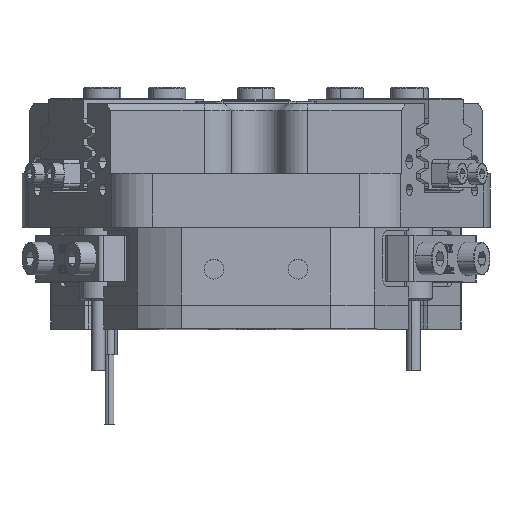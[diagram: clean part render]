
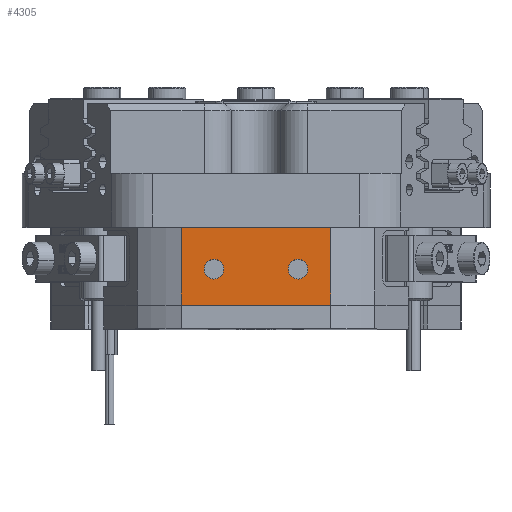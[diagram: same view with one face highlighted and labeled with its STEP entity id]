
A CAD part, top view. The second image highlights one B-rep face of the part: STEP entity #4305.
In plain terms, the highlighted planar face has unit normal (0, 0, 1).
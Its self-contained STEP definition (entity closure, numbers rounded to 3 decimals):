
#261 = VECTOR ( 'NONE', #35487, 1000. ) ;
#1884 = LINE ( 'NONE', #30061, #36568 ) ;
#1979 = CIRCLE ( 'NONE', #15537, 2.1 ) ;
#2039 = CARTESIAN_POINT ( 'NONE',  ( -15.969, 16.7, 41. ) ) ;
#2571 = VERTEX_POINT ( 'NONE', #58683 ) ;
#2944 = EDGE_LOOP ( 'NONE', ( #40960, #11853, #32878, #47219 ) ) ;
#4305 = ADVANCED_FACE ( 'NONE', ( #26697, #33804, #34468 ), #55291, .T. ) ;
#4563 = EDGE_CURVE ( 'NONE', #34191, #43690, #1884, .T. ) ;
#5142 = DIRECTION ( 'NONE',  ( -1., 0., 0. ) ) ;
#5496 = CARTESIAN_POINT ( 'NONE',  ( -71.014, 276.72, 41. ) ) ;
#5538 = VERTEX_POINT ( 'NONE', #58863 ) ;
#7985 = DIRECTION ( 'NONE',  ( 0., 0., 1. ) ) ;
#9856 = VERTEX_POINT ( 'NONE', #2039 ) ;
#10958 = EDGE_CURVE ( 'NONE', #34191, #2571, #43164, .T. ) ;
#11048 = ORIENTED_EDGE ( 'NONE', *, *, #39748, .F. ) ;
#11853 = ORIENTED_EDGE ( 'NONE', *, *, #10958, .F. ) ;
#11984 = CARTESIAN_POINT ( 'NONE',  ( -9., 7.7, 41. ) ) ;
#12593 = DIRECTION ( 'NONE',  ( 0., 0., 1. ) ) ;
#14123 = CARTESIAN_POINT ( 'NONE',  ( 9., 7.7, 41. ) ) ;
#15537 = AXIS2_PLACEMENT_3D ( 'NONE', #11984, #7985, #31526 ) ;
#15784 = CARTESIAN_POINT ( 'NONE',  ( 15.969, 16.7, 41. ) ) ;
#18669 = DIRECTION ( 'NONE',  ( 0., 0., 1. ) ) ;
#19630 = EDGE_CURVE ( 'NONE', #5538, #41236, #33444, .T. ) ;
#19643 = EDGE_CURVE ( 'NONE', #43690, #9856, #54733, .T. ) ;
#23894 = VERTEX_POINT ( 'NONE', #45376 ) ;
#24354 = CARTESIAN_POINT ( 'NONE',  ( -71.014, 0., 41. ) ) ;
#24811 = VERTEX_POINT ( 'NONE', #34338 ) ;
#26047 = CARTESIAN_POINT ( 'NONE',  ( 9., 7.7, 41. ) ) ;
#26697 = FACE_BOUND ( 'NONE', #29702, .T. ) ;
#28718 = CIRCLE ( 'NONE', #40250, 2.1 ) ;
#29702 = EDGE_LOOP ( 'NONE', ( #11048, #32717 ) ) ;
#30061 = CARTESIAN_POINT ( 'NONE',  ( 15.969, 16.7, 41. ) ) ;
#31182 = CARTESIAN_POINT ( 'NONE',  ( 15.969, 0., 41. ) ) ;
#31526 = DIRECTION ( 'NONE',  ( 1., 0., 0. ) ) ;
#31864 = DIRECTION ( 'NONE',  ( 1., 0., 0. ) ) ;
#32717 = ORIENTED_EDGE ( 'NONE', *, *, #50200, .F. ) ;
#32878 = ORIENTED_EDGE ( 'NONE', *, *, #4563, .T. ) ;
#33177 = VECTOR ( 'NONE', #41968, 1000. ) ;
#33444 = CIRCLE ( 'NONE', #36606, 2.1 ) ;
#33804 = FACE_BOUND ( 'NONE', #35458, .T. ) ;
#34191 = VERTEX_POINT ( 'NONE', #31182 ) ;
#34338 = CARTESIAN_POINT ( 'NONE',  ( -6.9, 7.7, 41. ) ) ;
#34468 = FACE_OUTER_BOUND ( 'NONE', #2944, .T. ) ;
#35458 = EDGE_LOOP ( 'NONE', ( #36271, #57722 ) ) ;
#35487 = DIRECTION ( 'NONE',  ( 0., -1., 0. ) ) ;
#35521 = VECTOR ( 'NONE', #5142, 1000. ) ;
#36271 = ORIENTED_EDGE ( 'NONE', *, *, #19630, .F. ) ;
#36568 = VECTOR ( 'NONE', #38769, 1000. ) ;
#36606 = AXIS2_PLACEMENT_3D ( 'NONE', #14123, #18669, #49982 ) ;
#38769 = DIRECTION ( 'NONE',  ( 0., 1., 0. ) ) ;
#39519 = DIRECTION ( 'NONE',  ( 0., 0., 1. ) ) ;
#39527 = CARTESIAN_POINT ( 'NONE',  ( 6.9, 7.7, 41. ) ) ;
#39748 = EDGE_CURVE ( 'NONE', #24811, #23894, #28718, .T. ) ;
#40250 = AXIS2_PLACEMENT_3D ( 'NONE', #57792, #39519, #43914 ) ;
#40272 = DIRECTION ( 'NONE',  ( 1., 0., 0. ) ) ;
#40337 = EDGE_CURVE ( 'NONE', #9856, #2571, #42155, .T. ) ;
#40960 = ORIENTED_EDGE ( 'NONE', *, *, #40337, .T. ) ;
#41038 = AXIS2_PLACEMENT_3D ( 'NONE', #5496, #49935, #31864 ) ;
#41236 = VERTEX_POINT ( 'NONE', #39527 ) ;
#41968 = DIRECTION ( 'NONE',  ( -1., 0., 0. ) ) ;
#42155 = LINE ( 'NONE', #58512, #261 ) ;
#43164 = LINE ( 'NONE', #24354, #33177 ) ;
#43690 = VERTEX_POINT ( 'NONE', #15784 ) ;
#43914 = DIRECTION ( 'NONE',  ( 1., 0., 0. ) ) ;
#45376 = CARTESIAN_POINT ( 'NONE',  ( -11.1, 7.7, 41. ) ) ;
#47219 = ORIENTED_EDGE ( 'NONE', *, *, #19643, .T. ) ;
#49386 = CIRCLE ( 'NONE', #49537, 2.1 ) ;
#49537 = AXIS2_PLACEMENT_3D ( 'NONE', #26047, #12593, #40272 ) ;
#49935 = DIRECTION ( 'NONE',  ( 0., 0., 1. ) ) ;
#49982 = DIRECTION ( 'NONE',  ( 1., 0., 0. ) ) ;
#50200 = EDGE_CURVE ( 'NONE', #23894, #24811, #1979, .T. ) ;
#50757 = CARTESIAN_POINT ( 'NONE',  ( -71.014, 16.7, 41. ) ) ;
#54733 = LINE ( 'NONE', #50757, #35521 ) ;
#55291 = PLANE ( 'NONE',  #41038 ) ;
#56379 = EDGE_CURVE ( 'NONE', #41236, #5538, #49386, .T. ) ;
#57722 = ORIENTED_EDGE ( 'NONE', *, *, #56379, .F. ) ;
#57792 = CARTESIAN_POINT ( 'NONE',  ( -9., 7.7, 41. ) ) ;
#58512 = CARTESIAN_POINT ( 'NONE',  ( -15.969, 16.7, 41. ) ) ;
#58683 = CARTESIAN_POINT ( 'NONE',  ( -15.969, 0., 41. ) ) ;
#58863 = CARTESIAN_POINT ( 'NONE',  ( 11.1, 7.7, 41. ) ) ;
